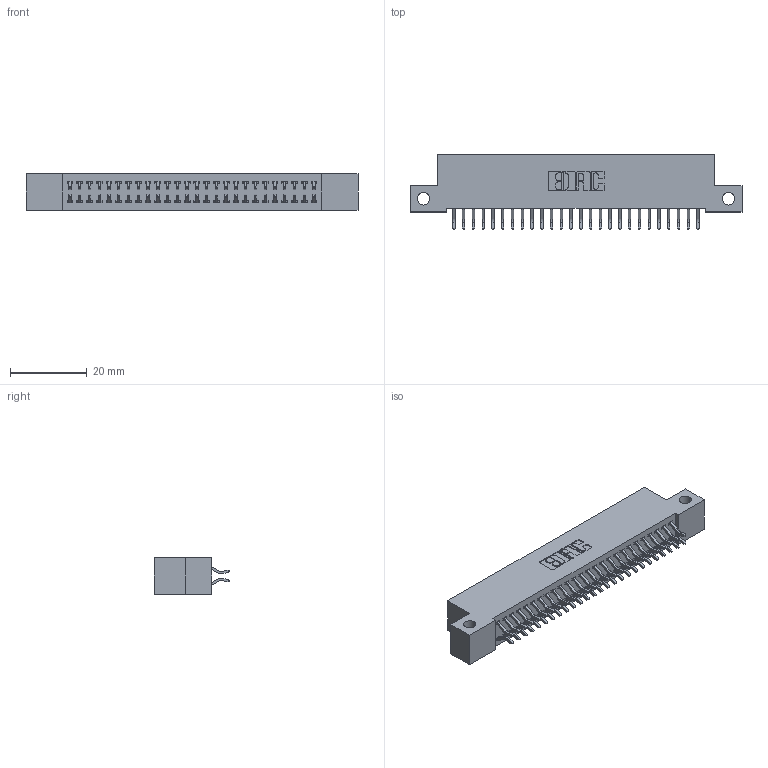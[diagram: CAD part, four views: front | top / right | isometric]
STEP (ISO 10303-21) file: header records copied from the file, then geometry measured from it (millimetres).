
FILE_DESCRIPTION (( 'STEP AP203' ), '1' );
FILE_NAME ('392-052-556-212.STEP', '2018-08-17T06:16:35', ( '' ), ( '' ), 'SwSTEP 2.0', 'SolidWorks 2016', '' );
FILE_SCHEMA (( 'CONFIG_CONTROL_DESIGN' ));
Length unit declared in the file: inch
Products named in the file (3): 342 Part_Side Mount; 345-292-001_556 Tail; 392-052-556-212
Assembly tree (53 placements, depth 2):
  392-052-556-212
    342 Part_Side Mount
    345-292-001_556 Tail  x52
Bounding box: 86.36 x 19.58 x 9.4 mm (x, y, z)
Volume: 7608.5 mm3; surface area: 11780.2 mm2
Topology: 53 solids, 53 shells, 3126 faces, 9295 edges, 6126 vertices
Faces by surface type: plane 2146, cylinder 980
Entity records: 18887 total; most frequent: CARTESIAN_POINT 3162, ORIENTED_EDGE 3086, DIRECTION 2719, EDGE_CURVE 1543, VECTOR 1407, LINE 1407, VERTEX_POINT 1026, AXIS2_PLACEMENT_3D 656
